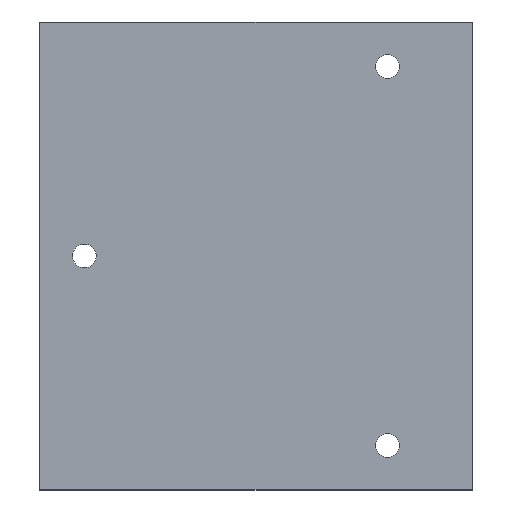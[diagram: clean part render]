
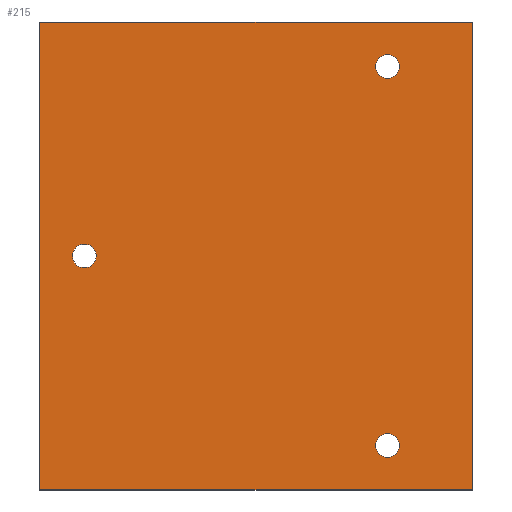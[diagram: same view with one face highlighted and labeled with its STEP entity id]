
A CAD part, top view. The second image highlights one B-rep face of the part: STEP entity #215.
In plain terms, the highlighted planar face has unit normal (0, 0, 1).
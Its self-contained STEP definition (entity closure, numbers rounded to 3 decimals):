
#3=CARTESIAN_POINT('POINT2',(-3.326,-1.28,0.382));
#4=VERTEX_POINT('VERTEX2',#3);
#20=CARTESIAN_POINT('POINT4',(-3.123,-1.28,0.382));
#21=VERTEX_POINT('VERTEX4',#20);
#28=CARTESIAN_POINT('POS4',(-3.224,-1.28,0.382));
#29=DIRECTION('DIR5',(0.,0.,1.));
#30=DIRECTION('DIR6',(-1.,0.,0.));
#31=AXIS2_PLACEMENT_3D('AXIS2',#28,#29,#30);
#32=CIRCLE('ELLIPSE2',#31,0.102);
#33=EDGE_CURVE('EDGE4',#21,#4,#32,.T.);
#44=EDGE_CURVE('EDGE5',#4,#21,#32,.T.);
#54=CARTESIAN_POINT('POINT6',(-0.727,0.344,0.382));
#55=VERTEX_POINT('VERTEX6',#54);
#71=CARTESIAN_POINT('POINT8',(-0.524,0.344,0.382));
#72=VERTEX_POINT('VERTEX8',#71);
#79=CARTESIAN_POINT('POS9',(-0.625,0.344,0.382));
#80=DIRECTION('DIR13',(0.,0.,1.));
#81=DIRECTION('DIR14',(-1.,0.,0.));
#82=AXIS2_PLACEMENT_3D('AXIS5',#79,#80,#81);
#83=CIRCLE('ELLIPSE4',#82,0.102);
#84=EDGE_CURVE('EDGE10',#72,#55,#83,.T.);
#95=EDGE_CURVE('EDGE11',#55,#72,#83,.T.);
#153=CARTESIAN_POINT('POINT13',(0.1,0.725,0.382));
#154=VERTEX_POINT('VERTEX13',#153);
#155=CARTESIAN_POINT('POINT14',(0.1,-3.285,0.382));
#156=VERTEX_POINT('VERTEX14',#155);
#157=CARTESIAN_POINT('POS15',(0.1,-3.285,0.382));
#158=DIRECTION('DIR25',(0.,-1.,0.));
#159=VECTOR('VEC5',#158,1.);
#160=LINE('STRAIGHT5',#157,#159);
#161=EDGE_CURVE('EDGE17',#154,#156,#160,.T.);
#162=ORIENTED_EDGE('COEDGE25',*,*,#161,.F.);
#163=CARTESIAN_POINT('POINT15',(-3.605,0.725,0.382));
#164=VERTEX_POINT('VERTEX15',#163);
#165=CARTESIAN_POINT('POS16',(0.1,0.725,0.382));
#166=DIRECTION('DIR26',(1.,0.,0.));
#167=VECTOR('VEC6',#166,1.);
#168=LINE('STRAIGHT6',#165,#167);
#169=EDGE_CURVE('EDGE18',#164,#154,#168,.T.);
#170=ORIENTED_EDGE('COEDGE26',*,*,#169,.F.);
#171=CARTESIAN_POINT('POINT16',(-3.605,-3.285,0.382));
#172=VERTEX_POINT('VERTEX16',#171);
#173=CARTESIAN_POINT('POS17',(-3.605,0.725,0.382));
#174=DIRECTION('DIR27',(0.,1.,0.));
#175=VECTOR('VEC7',#174,1.);
#176=LINE('STRAIGHT7',#173,#175);
#177=EDGE_CURVE('EDGE19',#172,#164,#176,.T.);
#178=ORIENTED_EDGE('COEDGE27',*,*,#177,.F.);
#179=CARTESIAN_POINT('POS18',(-3.605,-3.285,0.382));
#180=DIRECTION('DIR28',(-1.,0.,0.));
#181=VECTOR('VEC8',#180,1.);
#182=LINE('STRAIGHT8',#179,#181);
#183=EDGE_CURVE('EDGE20',#156,#172,#182,.T.);
#184=ORIENTED_EDGE('COEDGE28',*,*,#183,.F.);
#185=EDGE_LOOP('NONE',(#162,#170,#178,#184));
#186=FACE_BOUND('LOOP1',#185,.T.);
#187=ORIENTED_EDGE('COEDGE29',*,*,#95,.F.);
#188=ORIENTED_EDGE('COEDGE30',*,*,#84,.F.);
#189=EDGE_LOOP('NONE',(#187,#188));
#190=FACE_BOUND('LOOP1',#189,.T.);
#191=CARTESIAN_POINT('POINT17',(-0.727,-2.904,0.382));
#192=VERTEX_POINT('VERTEX17',#191);
#193=CARTESIAN_POINT('POINT18',(-0.524,-2.904,0.382));
#194=VERTEX_POINT('VERTEX18',#193);
#195=CARTESIAN_POINT('POS19',(-0.625,-2.904,0.382));
#196=DIRECTION('DIR29',(0.,0.,1.));
#197=DIRECTION('DIR30',(-1.,0.,0.));
#198=AXIS2_PLACEMENT_3D('AXIS11',#195,#196,#197);
#199=CIRCLE('ELLIPSE7',#198,0.102);
#200=EDGE_CURVE('EDGE21',#192,#194,#199,.T.);
#201=ORIENTED_EDGE('COEDGE31',*,*,#200,.F.);
#202=EDGE_CURVE('EDGE22',#194,#192,#199,.T.);
#203=ORIENTED_EDGE('COEDGE32',*,*,#202,.F.);
#204=EDGE_LOOP('NONE',(#201,#203));
#205=FACE_BOUND('LOOP1',#204,.T.);
#206=ORIENTED_EDGE('COEDGE33',*,*,#44,.F.);
#207=ORIENTED_EDGE('COEDGE34',*,*,#33,.F.);
#208=EDGE_LOOP('NONE',(#206,#207));
#209=FACE_BOUND('LOOP1',#208,.T.);
#210=CARTESIAN_POINT('POS20',(0.,0.,0.382));
#211=DIRECTION('DIR31',(0.,0.,1.));
#212=DIRECTION('DIR32',(1.,0.,0.));
#213=AXIS2_PLACEMENT_3D('AXIS12',#210,#211,#212);
#214=PLANE('PLANE3',#213);
#215=ADVANCED_FACE('FACE7',(#186,#190,#205,#209),#214,.T.);
